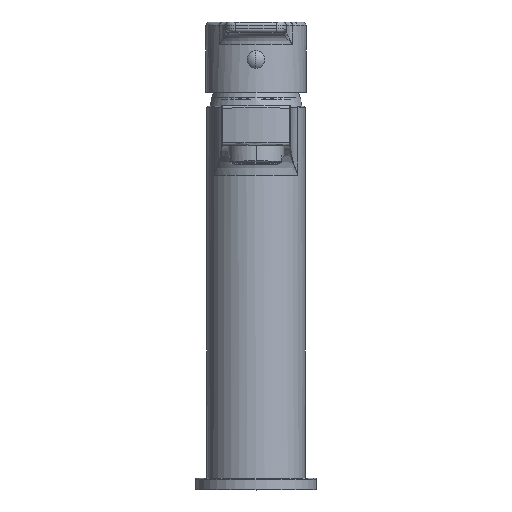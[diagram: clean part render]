
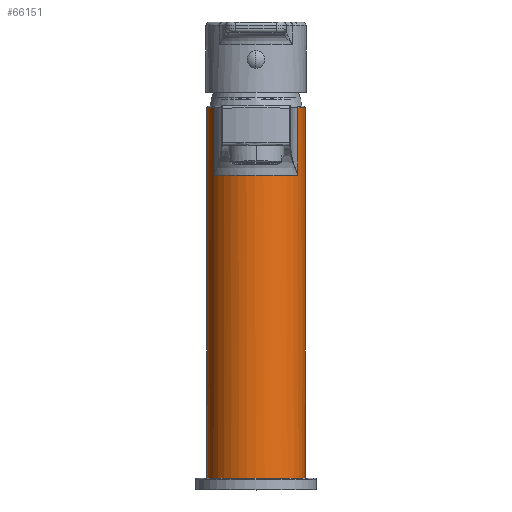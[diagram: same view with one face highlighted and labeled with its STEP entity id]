
A CAD part, top view. The second image highlights one B-rep face of the part: STEP entity #66151.
In plain terms, the highlighted cylindrical face has radius 21.1 mm (diameter 42.2 mm), a partial arc.
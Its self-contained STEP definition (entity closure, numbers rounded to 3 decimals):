
#18286=CARTESIAN_POINT('',(0.,1.,0.));
#18287=DIRECTION('',(0.,1.,0.));
#18288=DIRECTION('',(-1.,0.,0.));
#18289=AXIS2_PLACEMENT_3D('',#18286,#18287,#18288);
#18291=DIRECTION('',(0.,1.,0.));
#18292=VECTOR('',#18291,159.);
#18293=CARTESIAN_POINT('',(-21.1,1.,0.));
#18294=LINE('',#18293,#18292);
#18295=CARTESIAN_POINT('',(0.,160.,0.));
#18296=DIRECTION('',(0.,1.,0.));
#18297=DIRECTION('',(-1.,0.,0.));
#18298=AXIS2_PLACEMENT_3D('',#18295,#18296,#18297);
#18300=CARTESIAN_POINT('',(0.,160.,0.));
#18301=DIRECTION('',(0.,1.,0.));
#18302=DIRECTION('',(0.853,0.,0.521));
#18303=AXIS2_PLACEMENT_3D('',#18300,#18301,#18302);
#22975=DIRECTION('',(0.,1.,0.));
#22976=VECTOR('',#22975,159.);
#22977=CARTESIAN_POINT('',(21.1,1.,0.));
#22978=LINE('',#22977,#22976);
#23003=CARTESIAN_POINT('',(-18.006,131.,
11.));
#23005=DIRECTION('',(0.,1.,0.));
#23006=VECTOR('',#23005,29.);
#23007=CARTESIAN_POINT('',(-18.006,131.,
11.));
#23008=LINE('',#23007,#23006);
#23115=CARTESIAN_POINT('',(18.006,131.,11.));
#23135=CARTESIAN_POINT('',(18.006,131.,11.));
#23136=CARTESIAN_POINT('',(17.879,131.,11.208));
#23137=CARTESIAN_POINT('',(17.618,131.,11.619));
#23138=CARTESIAN_POINT('',(17.205,131.,12.222));
#23139=CARTESIAN_POINT('',(16.771,131.,12.811));
#23140=CARTESIAN_POINT('',(16.317,131.,13.385));
#23141=CARTESIAN_POINT('',(15.843,131.,13.942));
#23142=CARTESIAN_POINT('',(15.351,131.,14.483));
#23143=CARTESIAN_POINT('',(14.84,131.,15.006));
#23144=CARTESIAN_POINT('',(14.311,131.,15.511));
#23145=CARTESIAN_POINT('',(13.765,131.,15.998));
#23146=CARTESIAN_POINT('',(13.202,131.,16.465));
#23147=CARTESIAN_POINT('',(12.624,131.,16.913));
#23148=CARTESIAN_POINT('',(12.03,131.,17.34));
#23149=CARTESIAN_POINT('',(11.422,131.,17.746));
#23150=CARTESIAN_POINT('',(10.8,131.,18.131));
#23151=CARTESIAN_POINT('',(10.165,131.,18.495));
#23152=CARTESIAN_POINT('',(9.518,131.,18.836));
#23153=CARTESIAN_POINT('',(8.86,131.,19.154));
#23154=CARTESIAN_POINT('',(8.191,131.,19.45));
#23155=CARTESIAN_POINT('',(7.512,131.,19.722));
#23156=CARTESIAN_POINT('',(6.824,131.,19.971));
#23157=CARTESIAN_POINT('',(6.128,131.,20.195));
#23158=CARTESIAN_POINT('',(5.424,131.,20.395));
#23159=CARTESIAN_POINT('',(4.714,131.,20.571));
#23160=CARTESIAN_POINT('',(3.999,131.,20.722));
#23161=CARTESIAN_POINT('',(3.278,131.,20.848));
#23162=CARTESIAN_POINT('',(2.554,131.,20.949));
#23163=CARTESIAN_POINT('',(1.826,131.,21.025));
#23164=CARTESIAN_POINT('',(1.097,131.,21.076));
#23165=CARTESIAN_POINT('',(0.366,131.,21.101));
#23166=CARTESIAN_POINT('',(-0.366,131.,21.101));
#23167=CARTESIAN_POINT('',(-1.097,131.,21.076));
#23168=CARTESIAN_POINT('',(-1.826,131.,21.025));
#23169=CARTESIAN_POINT('',(-2.554,131.,20.949));
#23170=CARTESIAN_POINT('',(-3.278,131.,20.848));
#23171=CARTESIAN_POINT('',(-3.999,131.,20.722));
#23172=CARTESIAN_POINT('',(-4.714,131.,20.571));
#23173=CARTESIAN_POINT('',(-5.424,131.,20.395));
#23174=CARTESIAN_POINT('',(-6.128,131.,20.195));
#23175=CARTESIAN_POINT('',(-6.824,131.,19.971));
#23176=CARTESIAN_POINT('',(-7.512,131.,19.722));
#23177=CARTESIAN_POINT('',(-8.191,131.,19.45));
#23178=CARTESIAN_POINT('',(-8.86,131.,19.155));
#23179=CARTESIAN_POINT('',(-9.518,131.,18.836));
#23180=CARTESIAN_POINT('',(-10.165,131.,18.495));
#23181=CARTESIAN_POINT('',(-10.8,131.,18.132));
#23182=CARTESIAN_POINT('',(-11.422,131.,17.746));
#23183=CARTESIAN_POINT('',(-12.03,131.,17.34));
#23184=CARTESIAN_POINT('',(-12.623,131.,16.913));
#23185=CARTESIAN_POINT('',(-13.202,131.,16.465));
#23186=CARTESIAN_POINT('',(-13.764,131.,15.998));
#23187=CARTESIAN_POINT('',(-14.311,131.,15.511));
#23188=CARTESIAN_POINT('',(-14.839,131.,15.006));
#23189=CARTESIAN_POINT('',(-15.35,131.,14.483));
#23190=CARTESIAN_POINT('',(-15.843,131.,13.942));
#23191=CARTESIAN_POINT('',(-16.317,131.,13.385));
#23192=CARTESIAN_POINT('',(-16.771,131.,12.811));
#23193=CARTESIAN_POINT('',(-17.205,131.,12.223));
#23194=CARTESIAN_POINT('',(-17.618,131.,11.619));
#23195=CARTESIAN_POINT('',(-17.879,131.,11.207));
#23196=CARTESIAN_POINT('',(-18.006,131.,10.999));
#23565=DIRECTION('',(0.,-1.,0.));
#23566=VECTOR('',#23565,29.);
#23567=CARTESIAN_POINT('',(18.006,160.,11.));
#23568=LINE('',#23567,#23566);
#31083=VERTEX_POINT('',#23003);
#31091=VERTEX_POINT('',#23115);
#31112=CARTESIAN_POINT('',(18.006,160.,11.));
#31113=VERTEX_POINT('',#31112);
#31122=CARTESIAN_POINT('',(-18.006,160.,11.));
#31123=VERTEX_POINT('',#31122);
#31130=CARTESIAN_POINT('',(-21.1,160.,0.));
#31131=VERTEX_POINT('',#31130);
#31132=CARTESIAN_POINT('',(21.1,160.,0.));
#31133=VERTEX_POINT('',#31132);
#37298=CARTESIAN_POINT('',(21.1,1.,0.));
#37299=CARTESIAN_POINT('',(-21.1,1.,0.));
#37300=VERTEX_POINT('',#37298);
#37301=VERTEX_POINT('',#37299);
#66130=CARTESIAN_POINT('',(0.,0.,0.));
#66131=DIRECTION('',(0.,1.,0.));
#66132=DIRECTION('',(1.,0.,0.));
#66133=AXIS2_PLACEMENT_3D('',#66130,#66131,#66132);
#66134=CYLINDRICAL_SURFACE('',#66133,21.1);
#66136=ORIENTED_EDGE('',*,*,#66135,.F.);
#66138=ORIENTED_EDGE('',*,*,#66137,.T.);
#66139=ORIENTED_EDGE('',*,*,#66114,.T.);
#66141=ORIENTED_EDGE('',*,*,#66140,.F.);
#66143=ORIENTED_EDGE('',*,*,#66142,.F.);
#66145=ORIENTED_EDGE('',*,*,#66144,.F.);
#66146=ORIENTED_EDGE('',*,*,#66118,.T.);
#66148=ORIENTED_EDGE('',*,*,#66147,.F.);
#66149=EDGE_LOOP('',(#66136,#66138,#66139,#66141,#66143,#66145,#66146,#66148));
#66150=FACE_OUTER_BOUND('',#66149,.F.);
#66151=ADVANCED_FACE('',(#66150),#66134,.T.);
#18290=CIRCLE('',#18289,21.1);
#18299=CIRCLE('',#18298,21.1);
#18304=CIRCLE('',#18303,21.1);
#23197=B_SPLINE_CURVE_WITH_KNOTS('',3,(#23135,#23136,#23137,#23138,#23139,
#23140,#23141,#23142,#23143,#23144,#23145,#23146,#23147,#23148,#23149,#23150,
#23151,#23152,#23153,#23154,#23155,#23156,#23157,#23158,#23159,#23160,#23161,
#23162,#23163,#23164,#23165,#23166,#23167,#23168,#23169,#23170,#23171,#23172,
#23173,#23174,#23175,#23176,#23177,#23178,#23179,#23180,#23181,#23182,#23183,
#23184,#23185,#23186,#23187,#23188,#23189,#23190,#23191,#23192,#23193,#23194,
#23195,#23196),.UNSPECIFIED.,.F.,.F.,(4,1,1,1,1,1,1,1,1,1,1,1,1,1,1,1,1,1,1,1,1,
1,1,1,1,1,1,1,1,1,1,1,1,1,1,1,1,1,1,1,1,1,1,1,1,1,1,1,1,1,1,1,1,1,1,1,1,1,1,4),(
0.,0.017,0.034,0.051,0.068,
0.085,0.102,0.119,0.136,
0.153,0.169,0.186,0.203,
0.22,0.237,0.254,0.271,
0.288,0.305,0.322,0.339,
0.356,0.373,0.39,0.407,
0.424,0.441,0.458,0.475,
0.492,0.508,0.525,0.542,
0.559,0.576,0.593,0.61,
0.627,0.644,0.661,0.678,
0.695,0.712,0.729,0.746,
0.763,0.78,0.797,0.814,
0.831,0.847,0.864,0.881,
0.898,0.915,0.932,0.949,
0.966,0.983,1.),.UNSPECIFIED.);
#66114=EDGE_CURVE('',#31131,#31123,#18299,.T.);
#66118=EDGE_CURVE('',#31113,#31133,#18304,.T.);
#66135=EDGE_CURVE('',#37301,#37300,#18290,.T.);
#66137=EDGE_CURVE('',#37301,#31131,#18294,.T.);
#66140=EDGE_CURVE('',#31083,#31123,#23008,.T.);
#66142=EDGE_CURVE('',#31091,#31083,#23197,.T.);
#66144=EDGE_CURVE('',#31113,#31091,#23568,.T.);
#66147=EDGE_CURVE('',#37300,#31133,#22978,.T.);
